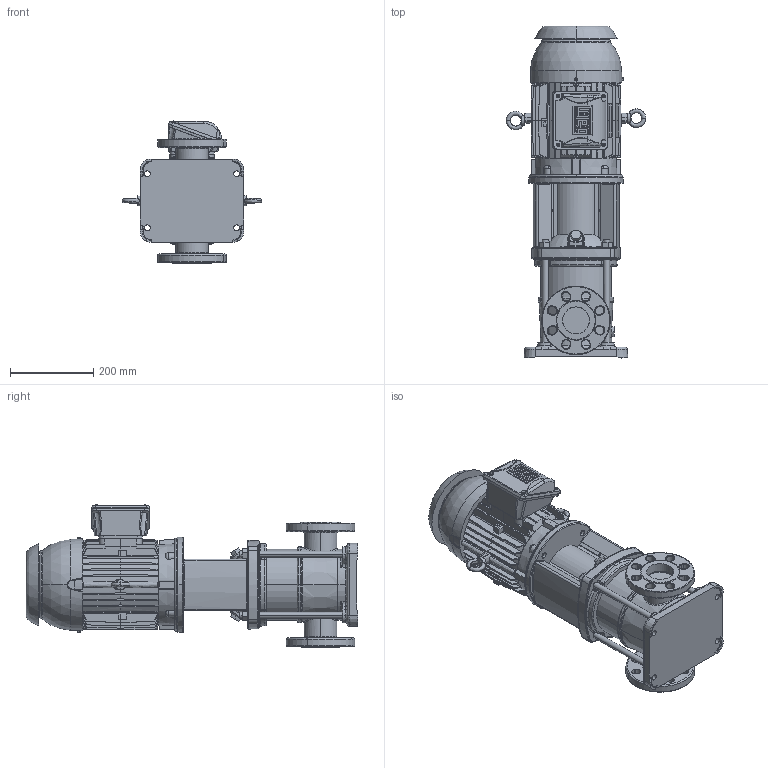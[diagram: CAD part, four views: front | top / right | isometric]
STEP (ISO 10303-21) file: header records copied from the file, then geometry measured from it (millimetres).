
FILE_DESCRIPTION (( 'STEP AP203' ), '1' );
FILE_NAME ('3350071 - MVI-75-2-5 HP-182TC-304-E-575~3.step', '2022-03-30T22:10:10', ( '' ), ( '' ), 'SwSTEP 2.0', 'SolidWorks 2021', '' );
FILE_SCHEMA (( 'CONFIG_CONTROL_DESIGN' ));
Length unit declared in the file: inch
Products named in the file (5): TEFC MOTOR_2700095 - NEMA V2 5 HP 182_4TC 575~3 TEFC W; 3350071 - MVI-75-2-5 HP-182TC-304-E-575~3; sbi_n_15-2_flange(NEMA); MVI PEO - [304-EPDM]_3304071 - MVI-75-2-5 HP-182TC-304-E-S; 2700095 - NEMA V2 5 HP 182_4TC 575~3 TEFC W
Assembly tree (4 placements, depth 3):
  3350071 - MVI-75-2-5 HP-182TC-304-E-575~3
    MVI PEO - [304-EPDM]_3304071 - MVI-75-2-5 HP-182TC-304-E-S
      sbi_n_15-2_flange(NEMA)
    TEFC MOTOR_2700095 - NEMA V2 5 HP 182_4TC 575~3 TEFC W
      2700095 - NEMA V2 5 HP 182_4TC 575~3 TEFC W
Bounding box: 335.99 x 798.43 x 342.15 mm (x, y, z)
Volume: 24836530 mm3; surface area: 1385731.1 mm2
Topology: 16 solids, 16 shells, 2771 faces, 7059 edges, 4527 vertices
Faces by surface type: plane 1758, cylinder 406, bspline 374, cone 201, torus 26, sphere 6
Entity records: 119819 total; most frequent: CARTESIAN_POINT 56592, ORIENTED_EDGE 14060, DIRECTION 11175, EDGE_CURVE 7030, VERTEX_POINT 4525, VECTOR 4139, LINE 4139, AXIS2_PLACEMENT_3D 3518
